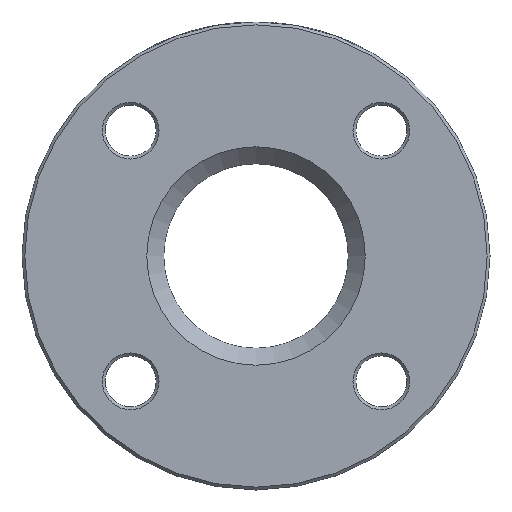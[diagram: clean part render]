
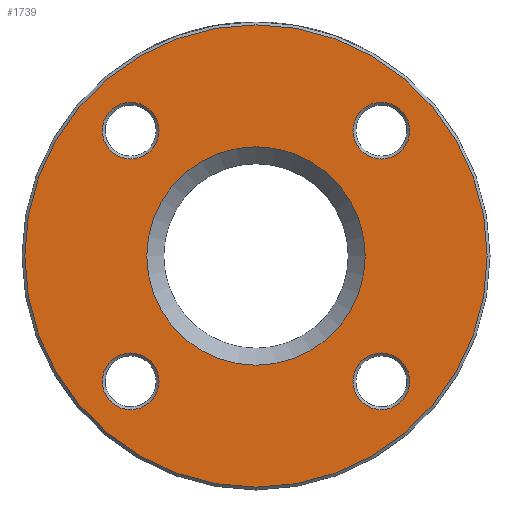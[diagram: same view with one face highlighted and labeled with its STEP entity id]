
A CAD part, left-side view. The second image highlights one B-rep face of the part: STEP entity #1739.
In plain terms, the highlighted planar face has unit normal (-1, 0, 0).
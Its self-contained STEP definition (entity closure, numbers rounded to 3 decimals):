
#53 = DIRECTION ( 'NONE',  ( 0., 0., -1. ) ) ;
#73 = AXIS2_PLACEMENT_3D ( 'NONE', #4344, #4003, #53 ) ;
#191 = ORIENTED_EDGE ( 'NONE', *, *, #2142, .T. ) ;
#257 = CARTESIAN_POINT ( 'NONE',  ( 0., 44.194, -44.194 ) ) ;
#302 = EDGE_LOOP ( 'NONE', ( #2745 ) ) ;
#378 = VERTEX_POINT ( 'NONE', #404 ) ;
#404 = CARTESIAN_POINT ( 'NONE',  ( 0., -44.194, -54.194 ) ) ;
#504 = EDGE_CURVE ( 'NONE', #378, #378, #4429, .T. ) ;
#539 = FACE_BOUND ( 'NONE', #3567, .T. ) ;
#563 = DIRECTION ( 'NONE',  ( 0., 0., -1. ) ) ;
#579 = EDGE_CURVE ( 'NONE', #3781, #3781, #3608, .T. ) ;
#798 = EDGE_CURVE ( 'NONE', #1272, #1272, #5584, .T. ) ;
#872 = CIRCLE ( 'NONE', #4671, 10. ) ;
#910 = EDGE_LOOP ( 'NONE', ( #191 ) ) ;
#914 = EDGE_LOOP ( 'NONE', ( #5219 ) ) ;
#988 = PLANE ( 'NONE',  #73 ) ;
#1068 = DIRECTION ( 'NONE',  ( 1., 0., 0. ) ) ;
#1214 = EDGE_CURVE ( 'NONE', #3753, #3753, #4669, .T. ) ;
#1272 = VERTEX_POINT ( 'NONE', #1691 ) ;
#1327 = EDGE_CURVE ( 'NONE', #5132, #5132, #1519, .T. ) ;
#1519 = CIRCLE ( 'NONE', #4666, 81.5 ) ;
#1594 = DIRECTION ( 'NONE',  ( 1., 0., 0. ) ) ;
#1691 = CARTESIAN_POINT ( 'NONE',  ( 0., 44.194, 34.194 ) ) ;
#1708 = AXIS2_PLACEMENT_3D ( 'NONE', #2174, #4750, #3868 ) ;
#1739 = ADVANCED_FACE ( 'NONE', ( #4431, #3119, #4848, #3455, #539, #3542 ), #988, .F. ) ;
#1790 = AXIS2_PLACEMENT_3D ( 'NONE', #257, #1068, #3687 ) ;
#1812 = CARTESIAN_POINT ( 'NONE',  ( 0., -44.194, 34.194 ) ) ;
#1817 = AXIS2_PLACEMENT_3D ( 'NONE', #5375, #4110, #4562 ) ;
#1857 = CARTESIAN_POINT ( 'NONE',  ( 0., -44.194, 44.194 ) ) ;
#1997 = AXIS2_PLACEMENT_3D ( 'NONE', #5347, #1594, #2908 ) ;
#2142 = EDGE_CURVE ( 'NONE', #3461, #3461, #872, .T. ) ;
#2174 = CARTESIAN_POINT ( 'NONE',  ( 0., 44.194, 44.194 ) ) ;
#2274 = ORIENTED_EDGE ( 'NONE', *, *, #1214, .T. ) ;
#2544 = DIRECTION ( 'NONE',  ( 0., 0., -1. ) ) ;
#2745 = ORIENTED_EDGE ( 'NONE', *, *, #579, .T. ) ;
#2749 = ORIENTED_EDGE ( 'NONE', *, *, #504, .T. ) ;
#2860 = DIRECTION ( 'NONE',  ( -1., 0., 0. ) ) ;
#2908 = DIRECTION ( 'NONE',  ( 0., 0., -1. ) ) ;
#3018 = ORIENTED_EDGE ( 'NONE', *, *, #798, .T. ) ;
#3119 = FACE_OUTER_BOUND ( 'NONE', #914, .T. ) ;
#3332 = CARTESIAN_POINT ( 'NONE',  ( 0., 0., -81.5 ) ) ;
#3388 = EDGE_LOOP ( 'NONE', ( #3018 ) ) ;
#3455 = FACE_BOUND ( 'NONE', #5533, .T. ) ;
#3461 = VERTEX_POINT ( 'NONE', #1812 ) ;
#3542 = FACE_BOUND ( 'NONE', #3388, .T. ) ;
#3567 = EDGE_LOOP ( 'NONE', ( #2274 ) ) ;
#3608 = CIRCLE ( 'NONE', #1817, 38.5 ) ;
#3687 = DIRECTION ( 'NONE',  ( 0., 0., -1. ) ) ;
#3753 = VERTEX_POINT ( 'NONE', #5480 ) ;
#3781 = VERTEX_POINT ( 'NONE', #5057 ) ;
#3868 = DIRECTION ( 'NONE',  ( 0., 0., -1. ) ) ;
#3997 = DIRECTION ( 'NONE',  ( 1., 0., 0. ) ) ;
#4003 = DIRECTION ( 'NONE',  ( 1., 0., 0. ) ) ;
#4110 = DIRECTION ( 'NONE',  ( 1., 0., 0. ) ) ;
#4228 = CARTESIAN_POINT ( 'NONE',  ( 0., 0., 0. ) ) ;
#4344 = CARTESIAN_POINT ( 'NONE',  ( 0., 32.5, 0. ) ) ;
#4429 = CIRCLE ( 'NONE', #1997, 10. ) ;
#4431 = FACE_BOUND ( 'NONE', #302, .T. ) ;
#4562 = DIRECTION ( 'NONE',  ( 0., 0., -1. ) ) ;
#4666 = AXIS2_PLACEMENT_3D ( 'NONE', #4228, #2860, #2544 ) ;
#4669 = CIRCLE ( 'NONE', #1790, 10. ) ;
#4671 = AXIS2_PLACEMENT_3D ( 'NONE', #1857, #3997, #563 ) ;
#4750 = DIRECTION ( 'NONE',  ( 1., 0., 0. ) ) ;
#4848 = FACE_BOUND ( 'NONE', #910, .T. ) ;
#5057 = CARTESIAN_POINT ( 'NONE',  ( 0., 0., -38.5 ) ) ;
#5132 = VERTEX_POINT ( 'NONE', #3332 ) ;
#5219 = ORIENTED_EDGE ( 'NONE', *, *, #1327, .T. ) ;
#5347 = CARTESIAN_POINT ( 'NONE',  ( 0., -44.194, -44.194 ) ) ;
#5375 = CARTESIAN_POINT ( 'NONE',  ( 0., 0., 0. ) ) ;
#5480 = CARTESIAN_POINT ( 'NONE',  ( 0., 44.194, -54.194 ) ) ;
#5533 = EDGE_LOOP ( 'NONE', ( #2749 ) ) ;
#5584 = CIRCLE ( 'NONE', #1708, 10. ) ;
